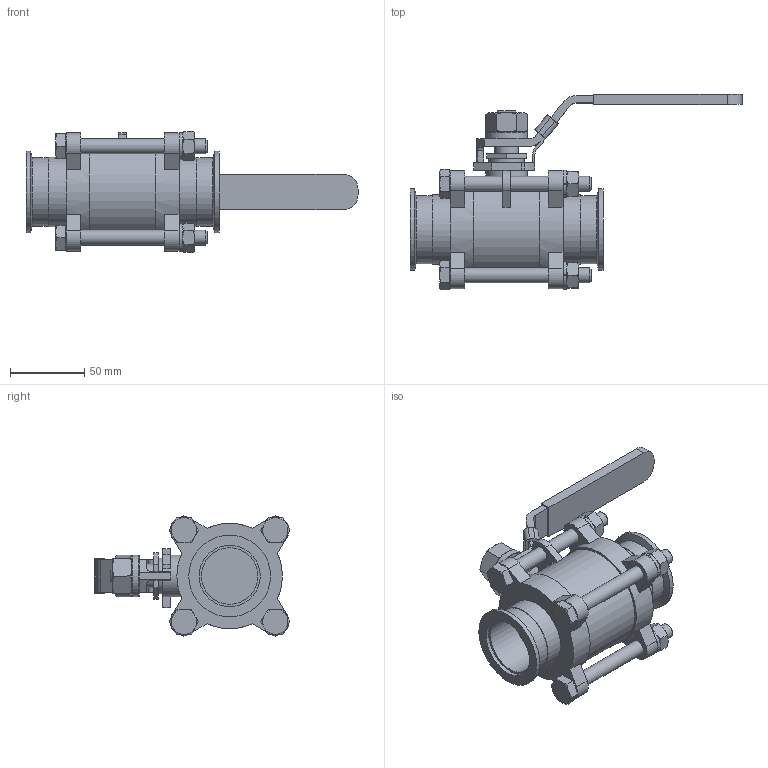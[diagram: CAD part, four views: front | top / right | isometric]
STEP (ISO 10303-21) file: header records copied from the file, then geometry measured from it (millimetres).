
FILE_DESCRIPTION (( 'STEP AP214' ), '1' );
FILE_NAME ('FULLVAC VQ1KF40.STEP', '2019-03-26T11:17:19', ( '' ), ( '' ), 'SwSTEP 2.0', 'SolidWorks 2017', '' );
FILE_SCHEMA (( 'AUTOMOTIVE_DESIGN' ));
Length unit declared in the file: millimetre
Products named in the file (1): FULLVAC VQ1KF40
Bounding box: 223.5 x 131.82 x 81.15 mm (x, y, z)
Volume: 441213.2 mm3; surface area: 93323.1 mm2
Topology: 17 solids, 17 shells, 469 faces, 1105 edges, 696 vertices
Faces by surface type: plane 265, cone 100, cylinder 70, torus 20, bspline 14
Full cylindrical faces by diameter (mm): 8.2 x4, 10 x4, 11 x1, 14 x2, 16 x1, 17 x4, 24 x1, 28 x1, 38 x2, 41.2 x2, 45.8 x2, 46.7 x2, 55 x2, 68 x1, 71 x2
Entity records: 15202 total; most frequent: CARTESIAN_POINT 4791, ORIENTED_EDGE 2092, DIRECTION 2000, EDGE_CURVE 1046, AXIS2_PLACEMENT_3D 745, VERTEX_POINT 682, EDGE_LOOP 554, LINE 510
